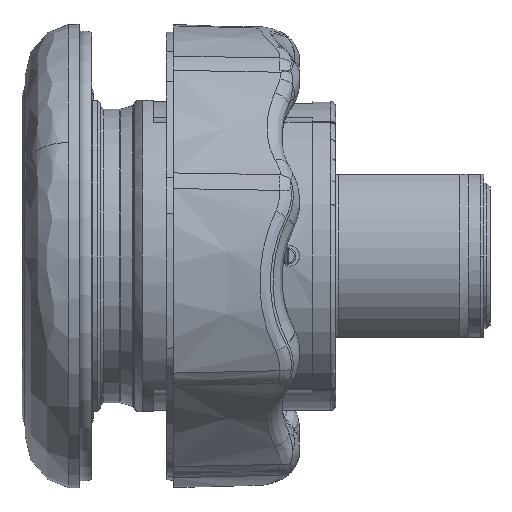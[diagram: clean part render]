
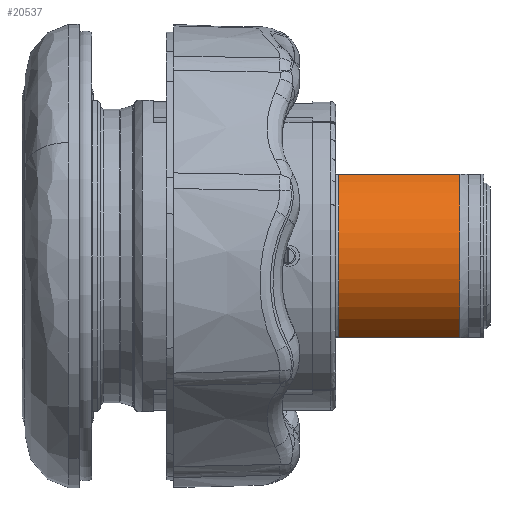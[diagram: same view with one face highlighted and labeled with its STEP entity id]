
A CAD part, left-side view. The second image highlights one B-rep face of the part: STEP entity #20537.
In plain terms, the highlighted cylindrical face has radius 6 mm (diameter 12 mm), a partial arc.
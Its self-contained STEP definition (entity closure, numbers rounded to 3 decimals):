
#1142 = DIRECTION ( 'NONE',  ( 1., 0., 0. ) ) ;
#1247 = CARTESIAN_POINT ( 'NONE',  ( -2.812, -1.7, -5.3 ) ) ;
#2473 = ORIENTED_EDGE ( 'NONE', *, *, #8243, .F. ) ;
#3839 = AXIS2_PLACEMENT_3D ( 'NONE', #29787, #15876, #28715 ) ;
#4598 = VECTOR ( 'NONE', #12457, 1000. ) ;
#5432 = CARTESIAN_POINT ( 'NONE',  ( -2.812, 10.3, 5.3 ) ) ;
#5539 = ORIENTED_EDGE ( 'NONE', *, *, #12246, .T. ) ;
#5878 = CARTESIAN_POINT ( 'NONE',  ( -2.812, -9.55, 5.3 ) ) ;
#5977 = VERTEX_POINT ( 'NONE', #27105 ) ;
#7565 = ORIENTED_EDGE ( 'NONE', *, *, #23315, .T. ) ;
#7742 = LINE ( 'NONE', #5432, #4598 ) ;
#8243 = EDGE_CURVE ( 'NONE', #27024, #5977, #26413, .T. ) ;
#8589 = DIRECTION ( 'NONE',  ( 0., 1., 0. ) ) ;
#9132 = CIRCLE ( 'NONE', #20843, 6. ) ;
#10036 = ORIENTED_EDGE ( 'NONE', *, *, #16474, .T. ) ;
#11156 = CYLINDRICAL_SURFACE ( 'NONE', #3839, 6. ) ;
#12246 = EDGE_CURVE ( 'NONE', #27024, #16383, #17844, .T. ) ;
#12457 = DIRECTION ( 'NONE',  ( 0., 1., 0. ) ) ;
#14192 = FACE_OUTER_BOUND ( 'NONE', #16448, .T. ) ;
#15876 = DIRECTION ( 'NONE',  ( 0., 1., 0. ) ) ;
#15992 = DIRECTION ( 'NONE',  ( 0., -1., 0. ) ) ;
#16331 = VECTOR ( 'NONE', #15992, 1000. ) ;
#16383 = VERTEX_POINT ( 'NONE', #24481 ) ;
#16448 = EDGE_LOOP ( 'NONE', ( #2473, #5539, #10036, #7565 ) ) ;
#16474 = EDGE_CURVE ( 'NONE', #16383, #27545, #9132, .T. ) ;
#17200 = DIRECTION ( 'NONE',  ( 0., 1., 0. ) ) ;
#17844 = LINE ( 'NONE', #25329, #16331 ) ;
#17910 = DIRECTION ( 'NONE',  ( 1., 0., 0. ) ) ;
#20199 = CARTESIAN_POINT ( 'NONE',  ( 0., -9.55, 0. ) ) ;
#20537 = ADVANCED_FACE ( 'NONE', ( #14192 ), #11156, .T. ) ;
#20843 = AXIS2_PLACEMENT_3D ( 'NONE', #20199, #8589, #17910 ) ;
#21047 = AXIS2_PLACEMENT_3D ( 'NONE', #22096, #17200, #1142 ) ;
#22096 = CARTESIAN_POINT ( 'NONE',  ( 0., -1.7, 0. ) ) ;
#23315 = EDGE_CURVE ( 'NONE', #27545, #5977, #7742, .T. ) ;
#24481 = CARTESIAN_POINT ( 'NONE',  ( -2.812, -9.55, -5.3 ) ) ;
#25329 = CARTESIAN_POINT ( 'NONE',  ( -2.812, 10.3, -5.3 ) ) ;
#26413 = CIRCLE ( 'NONE', #21047, 6. ) ;
#27024 = VERTEX_POINT ( 'NONE', #1247 ) ;
#27105 = CARTESIAN_POINT ( 'NONE',  ( -2.812, -1.7, 5.3 ) ) ;
#27545 = VERTEX_POINT ( 'NONE', #5878 ) ;
#28715 = DIRECTION ( 'NONE',  ( 1., 0., 0. ) ) ;
#29787 = CARTESIAN_POINT ( 'NONE',  ( 0., 10.3, 0. ) ) ;
